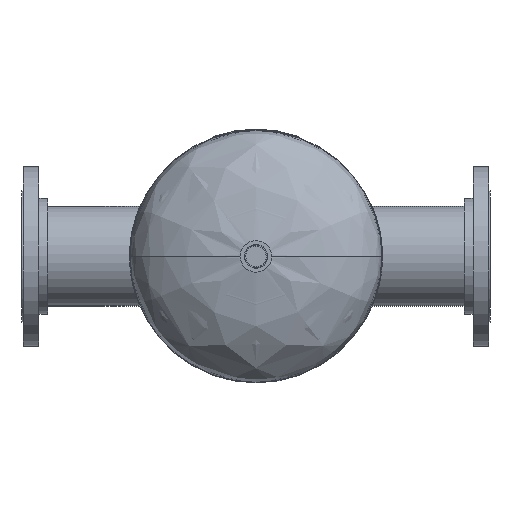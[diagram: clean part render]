
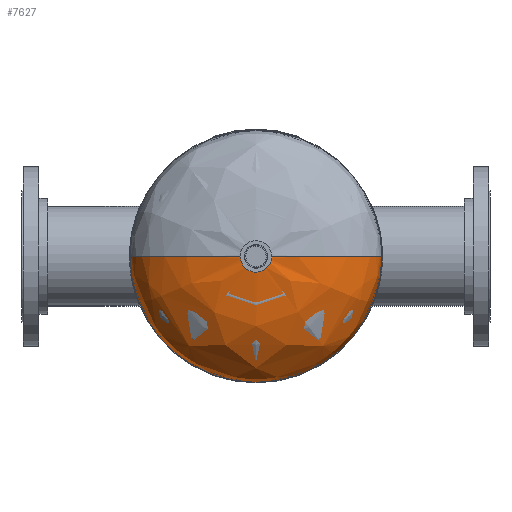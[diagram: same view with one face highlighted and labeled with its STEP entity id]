
A CAD part, front view. The second image highlights one B-rep face of the part: STEP entity #7627.
In plain terms, the highlighted free-form (B-spline) face has degree [3, 3] with [4, 4] control points.
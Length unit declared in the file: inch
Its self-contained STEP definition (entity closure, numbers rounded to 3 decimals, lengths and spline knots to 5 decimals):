
#53 = CARTESIAN_POINT ( 'NONE',  ( -7., 2.17806, 0. ) ) ;
#89 =( BOUNDED_CURVE ( )  B_SPLINE_CURVE ( 3, ( #9653, #11430, #6929, #3187 ),
 .UNSPECIFIED., .F., .F. ) 
 B_SPLINE_CURVE_WITH_KNOTS ( ( 4, 4 ),
 ( 4.81974, 6.28319 ),
 .UNSPECIFIED. ) 
 CURVE ( )  GEOMETRIC_REPRESENTATION_ITEM ( )  RATIONAL_B_SPLINE_CURVE ( ( 1., 0.829, 0.829, 1. ) ) 
 REPRESENTATION_ITEM ( '' )  );
#111 = DIRECTION ( 'NONE',  ( 0., 1., 0. ) ) ;
#116 = CARTESIAN_POINT ( 'NONE',  ( -7., 0.273, 0. ) ) ;
#454 = CARTESIAN_POINT ( 'NONE',  ( -7., 0.273, 0. ) ) ;
#601 = CIRCLE ( 'NONE', #7218, 0.75 ) ;
#860 = CARTESIAN_POINT ( 'NONE',  ( -4.48799, 3.59547, 0. ) ) ;
#998 = CARTESIAN_POINT ( 'NONE',  ( 0., 3.79958, 0. ) ) ;
#1125 = CARTESIAN_POINT ( 'NONE',  ( 0., 3.79958, -0.75 ) ) ;
#1435 = VERTEX_POINT ( 'NONE', #454 ) ;
#1504 = CARTESIAN_POINT ( 'NONE',  ( -4.48799, 3.59547, -8.97598 ) ) ;
#1563 = AXIS2_PLACEMENT_3D ( 'NONE', #4863, #6532, #8473 ) ;
#1926 = CARTESIAN_POINT ( 'NONE',  ( -0.75, 3.79958, 0. ) ) ;
#2122 = CIRCLE ( 'NONE', #1563, 0.75 ) ;
#2466 = EDGE_CURVE ( 'NONE', #1435, #10769, #10695, .T. ) ;
#2563 =( BOUNDED_SURFACE ( )  B_SPLINE_SURFACE ( 3, 3, ( 
 ( #5357, #9797, #5234, #11567 ),
 ( #860, #1504, #9857, #9738 ),
 ( #6896, #9676, #8845, #7948 ),
 ( #11454, #3447, #6064, #7068 ) ),
 .UNSPECIFIED., .F., .F., .F. ) 
 B_SPLINE_SURFACE_WITH_KNOTS ( ( 4, 4 ),
 ( 4, 4 ),
 ( 0., 1. ),
 ( 0., 1. ),
 .UNSPECIFIED. ) 
 GEOMETRIC_REPRESENTATION_ITEM ( )  RATIONAL_B_SPLINE_SURFACE ( (
 ( 1., 0.333, 0.333, 1.),
 ( 0.829, 0.276, 0.276, 0.829),
 ( 0.829, 0.276, 0.276, 0.829),
 ( 1., 0.333, 0.333, 1.) ) ) 
 REPRESENTATION_ITEM ( '' )  SURFACE ( )  );
#2662 = DIRECTION ( 'NONE',  ( 0., -1., 0. ) ) ;
#3187 = CARTESIAN_POINT ( 'NONE',  ( 7., 0.273, 0. ) ) ;
#3272 = FACE_OUTER_BOUND ( 'NONE', #8120, .T. ) ;
#3338 = CARTESIAN_POINT ( 'NONE',  ( 7., 0.273, 0. ) ) ;
#3414 = EDGE_CURVE ( 'NONE', #7141, #1435, #5823, .T. ) ;
#3447 = CARTESIAN_POINT ( 'NONE',  ( -7., 0.273, -14. ) ) ;
#3746 = ORIENTED_EDGE ( 'NONE', *, *, #10181, .T. ) ;
#4863 = CARTESIAN_POINT ( 'NONE',  ( 0., 3.79958, 0. ) ) ;
#5234 = CARTESIAN_POINT ( 'NONE',  ( 0.75, 3.79958, -1.5 ) ) ;
#5282 = ORIENTED_EDGE ( 'NONE', *, *, #7911, .F. ) ;
#5357 = CARTESIAN_POINT ( 'NONE',  ( -0.75, 3.79958, 0. ) ) ;
#5823 =( BOUNDED_CURVE ( )  B_SPLINE_CURVE ( 3, ( #6451, #8337, #53, #116 ),
 .UNSPECIFIED., .F., .F. ) 
 B_SPLINE_CURVE_WITH_KNOTS ( ( 4, 4 ),
 ( 4.81974, 6.28319 ),
 .UNSPECIFIED. ) 
 CURVE ( )  GEOMETRIC_REPRESENTATION_ITEM ( )  RATIONAL_B_SPLINE_CURVE ( ( 1., 0.829, 0.829, 1. ) ) 
 REPRESENTATION_ITEM ( '' )  );
#6064 = CARTESIAN_POINT ( 'NONE',  ( 7., 0.273, -14. ) ) ;
#6382 = VERTEX_POINT ( 'NONE', #1125 ) ;
#6451 = CARTESIAN_POINT ( 'NONE',  ( -0.75, 3.79958, 0. ) ) ;
#6532 = DIRECTION ( 'NONE',  ( 0., 1., 0. ) ) ;
#6896 = CARTESIAN_POINT ( 'NONE',  ( -7., 2.17806, 0. ) ) ;
#6929 = CARTESIAN_POINT ( 'NONE',  ( 7., 2.17806, 0. ) ) ;
#7068 = CARTESIAN_POINT ( 'NONE',  ( 7., 0.273, 0. ) ) ;
#7141 = VERTEX_POINT ( 'NONE', #1926 ) ;
#7218 = AXIS2_PLACEMENT_3D ( 'NONE', #998, #111, #7447 ) ;
#7447 = DIRECTION ( 'NONE',  ( 1., 0., 0. ) ) ;
#7627 = ADVANCED_FACE ( 'NONE', ( #3272 ), #2563, .F. ) ;
#7911 = EDGE_CURVE ( 'NONE', #10198, #6382, #601, .T. ) ;
#7948 = CARTESIAN_POINT ( 'NONE',  ( 7., 2.17806, 0. ) ) ;
#8118 = CARTESIAN_POINT ( 'NONE',  ( 0., 0.273, 0. ) ) ;
#8120 = EDGE_LOOP ( 'NONE', ( #8967, #9122, #5282, #3746, #11691 ) ) ;
#8337 = CARTESIAN_POINT ( 'NONE',  ( -4.48799, 3.59547, 0. ) ) ;
#8473 = DIRECTION ( 'NONE',  ( 1., 0., 0. ) ) ;
#8845 = CARTESIAN_POINT ( 'NONE',  ( 7., 2.17806, -14. ) ) ;
#8967 = ORIENTED_EDGE ( 'NONE', *, *, #3414, .F. ) ;
#9122 = ORIENTED_EDGE ( 'NONE', *, *, #9798, .F. ) ;
#9135 = DIRECTION ( 'NONE',  ( 1., 0., 0. ) ) ;
#9565 = AXIS2_PLACEMENT_3D ( 'NONE', #8118, #2662, #9135 ) ;
#9653 = CARTESIAN_POINT ( 'NONE',  ( 0.75, 3.79958, 0. ) ) ;
#9676 = CARTESIAN_POINT ( 'NONE',  ( -7., 2.17806, -14. ) ) ;
#9738 = CARTESIAN_POINT ( 'NONE',  ( 4.48799, 3.59547, 0. ) ) ;
#9797 = CARTESIAN_POINT ( 'NONE',  ( -0.75, 3.79958, -1.5 ) ) ;
#9798 = EDGE_CURVE ( 'NONE', #6382, #7141, #2122, .T. ) ;
#9857 = CARTESIAN_POINT ( 'NONE',  ( 4.48799, 3.59547, -8.97598 ) ) ;
#10181 = EDGE_CURVE ( 'NONE', #10198, #10769, #89, .T. ) ;
#10198 = VERTEX_POINT ( 'NONE', #10369 ) ;
#10369 = CARTESIAN_POINT ( 'NONE',  ( 0.75, 3.79958, 0. ) ) ;
#10695 = CIRCLE ( 'NONE', #9565, 7. ) ;
#10769 = VERTEX_POINT ( 'NONE', #3338 ) ;
#11430 = CARTESIAN_POINT ( 'NONE',  ( 4.48799, 3.59547, 0. ) ) ;
#11454 = CARTESIAN_POINT ( 'NONE',  ( -7., 0.273, 0. ) ) ;
#11567 = CARTESIAN_POINT ( 'NONE',  ( 0.75, 3.79958, 0. ) ) ;
#11691 = ORIENTED_EDGE ( 'NONE', *, *, #2466, .F. ) ;
